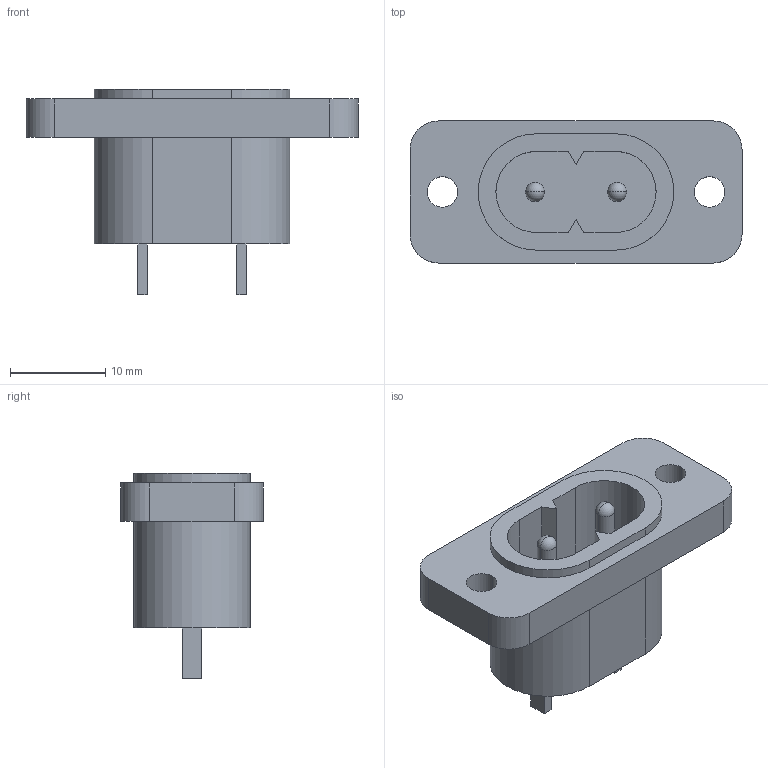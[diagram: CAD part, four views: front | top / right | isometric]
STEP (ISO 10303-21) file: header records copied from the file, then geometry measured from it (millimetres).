
FILE_DESCRIPTION (( 'STEP AP214' ), '1' );
FILE_NAME ('KLS1-AS-222-12.STEP', '2023-10-27T10:04:43', ( '' ), ( '' ), 'SwSTEP 2.0', 'SolidWorks 2021', '' );
FILE_SCHEMA (( 'AUTOMOTIVE_DESIGN' ));
Length unit declared in the file: millimetre
Products named in the file (1): KLS1-AS-222-12
Bounding box: 34.8 x 14.9 x 21.5 mm (x, y, z)
Volume: 2939.3 mm3; surface area: 3195.7 mm2
Topology: 1 solids, 2 shells, 69 faces, 180 edges, 118 vertices
Faces by surface type: plane 41, cylinder 24, sphere 4
Entity records: 2300 total; most frequent: DIRECTION 364, CARTESIAN_POINT 356, ORIENTED_EDGE 344, EDGE_CURVE 172, AXIS2_PLACEMENT_3D 122, VECTOR 120, LINE 120, VERTEX_POINT 114
